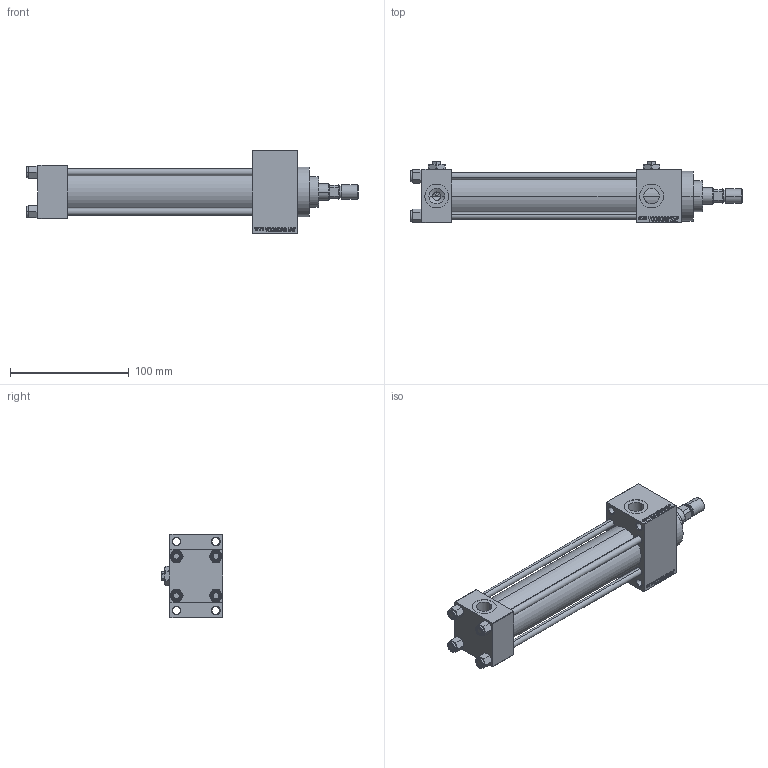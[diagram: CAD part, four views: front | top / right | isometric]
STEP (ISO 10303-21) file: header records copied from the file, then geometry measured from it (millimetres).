
FILE_DESCRIPTION (( 'STEP AP203' ), '1' );
FILE_NAME ('da21.STEP', '2024-09-05T09:35:30', ( '' ), ( '' ), 'SwSTEP 2.0', 'SolidWorks 2019', '' );
FILE_SCHEMA (( 'CONFIG_CONTROL_DESIGN' ));
Length unit declared in the file: millimetre
Products named in the file (8): V215CR_D_Body 0ba07bfdf6c0ed71af5909fd2ed8c899; V215CR_VCP_D 0ba07bfdf6c0ed71af5909fd2ed8c899; V215_VC_A 0ba07bfdf6c0ed71af5909fd2ed8c899; ROD_END_AH 0ba07bfdf6c0ed71af5909fd2ed8c899; V215CR_D_TYCINKA 0ba07bfdf6c0ed71af5909fd2ed8c899; da21; Zatka_pro_OIL_PORT 0ba07bfdf6c0ed71af5909fd2ed8c899; NUT_M5_D 0ba07bfdf6c0ed71af5909fd2ed8c899
Assembly tree (14 placements, depth 2):
  da21
    V215CR_D_Body 0ba07bfdf6c0ed71af5909fd2ed8c899
    V215CR_VCP_D 0ba07bfdf6c0ed71af5909fd2ed8c899
    NUT_M5_D 0ba07bfdf6c0ed71af5909fd2ed8c899  x4
    V215CR_D_TYCINKA 0ba07bfdf6c0ed71af5909fd2ed8c899  x4
    V215_VC_A 0ba07bfdf6c0ed71af5909fd2ed8c899
    ROD_END_AH 0ba07bfdf6c0ed71af5909fd2ed8c899
    Zatka_pro_OIL_PORT 0ba07bfdf6c0ed71af5909fd2ed8c899  x2
Bounding box: 279 x 52 x 70 mm (x, y, z)
Volume: 293476.2 mm3; surface area: 113603.6 mm2
Topology: 14 solids, 14 shells, 1215 faces, 2999 edges, 1930 vertices
Faces by surface type: plane 546, bspline 368, cone 188, cylinder 103, torus 10
Entity records: 49585 total; most frequent: CARTESIAN_POINT 25718, ORIENTED_EDGE 5298, DIRECTION 3499, EDGE_CURVE 2649, VERTEX_POINT 1728, LINE 1557, VECTOR 1557, EDGE_LOOP 1193
